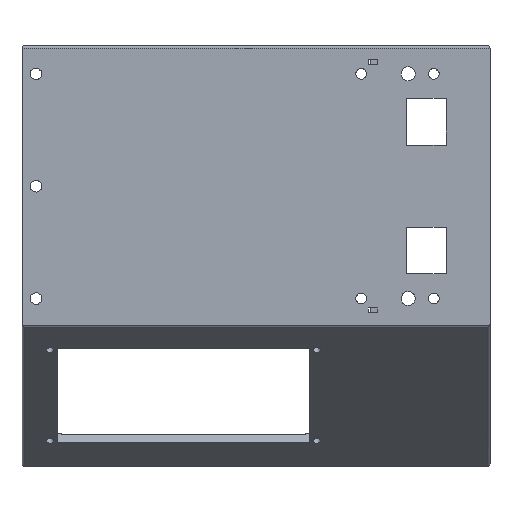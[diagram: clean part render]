
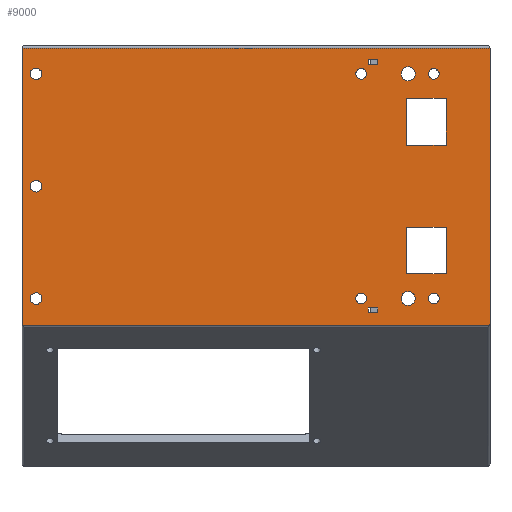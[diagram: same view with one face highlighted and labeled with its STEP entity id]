
A CAD part, top view. The second image highlights one B-rep face of the part: STEP entity #9000.
In plain terms, the highlighted planar face has unit normal (0, 0, 1).
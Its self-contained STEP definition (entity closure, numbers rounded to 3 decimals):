
#23=ELLIPSE('',#9376,1.221,1.);
#24=ELLIPSE('',#9377,1.221,1.);
#520=FACE_BOUND('',#1664,.T.);
#521=FACE_BOUND('',#1665,.T.);
#522=FACE_BOUND('',#1666,.T.);
#523=FACE_BOUND('',#1667,.T.);
#524=FACE_BOUND('',#1668,.T.);
#525=FACE_BOUND('',#1669,.T.);
#526=FACE_BOUND('',#1670,.T.);
#527=FACE_BOUND('',#1671,.T.);
#528=FACE_BOUND('',#1672,.T.);
#529=FACE_BOUND('',#1673,.T.);
#530=FACE_BOUND('',#1674,.T.);
#531=FACE_BOUND('',#1675,.T.);
#532=FACE_BOUND('',#1676,.T.);
#685=PLANE('',#9375);
#1160=FACE_OUTER_BOUND('',#1663,.T.);
#1663=EDGE_LOOP('',(#7461,#7462,#7463,#7464,#7465,#7466));
#1664=EDGE_LOOP('',(#7467));
#1665=EDGE_LOOP('',(#7468));
#1666=EDGE_LOOP('',(#7469));
#1667=EDGE_LOOP('',(#7470));
#1668=EDGE_LOOP('',(#7471));
#1669=EDGE_LOOP('',(#7472));
#1670=EDGE_LOOP('',(#7473));
#1671=EDGE_LOOP('',(#7474));
#1672=EDGE_LOOP('',(#7475));
#1673=EDGE_LOOP('',(#7476,#7477,#7478,#7479));
#1674=EDGE_LOOP('',(#7480,#7481,#7482,#7483));
#1675=EDGE_LOOP('',(#7484,#7485,#7486,#7487));
#1676=EDGE_LOOP('',(#7488,#7489,#7490,#7491));
#2347=LINE('',#15591,#3157);
#2349=LINE('',#15599,#3159);
#2356=LINE('',#15613,#3166);
#2357=LINE('',#15617,#3167);
#2358=LINE('',#15639,#3168);
#2359=LINE('',#15641,#3169);
#2360=LINE('',#15643,#3170);
#2361=LINE('',#15644,#3171);
#2362=LINE('',#15647,#3172);
#2363=LINE('',#15649,#3173);
#2364=LINE('',#15651,#3174);
#2365=LINE('',#15652,#3175);
#2366=LINE('',#15655,#3176);
#2367=LINE('',#15657,#3177);
#2368=LINE('',#15659,#3178);
#2369=LINE('',#15660,#3179);
#2370=LINE('',#15663,#3180);
#2371=LINE('',#15665,#3181);
#2372=LINE('',#15667,#3182);
#2373=LINE('',#15668,#3183);
#3157=VECTOR('',#10460,10.);
#3159=VECTOR('',#10470,10.);
#3166=VECTOR('',#10479,10.);
#3167=VECTOR('',#10482,10.);
#3168=VECTOR('',#10503,10.);
#3169=VECTOR('',#10504,10.);
#3170=VECTOR('',#10505,10.);
#3171=VECTOR('',#10506,10.);
#3172=VECTOR('',#10507,10.);
#3173=VECTOR('',#10508,10.);
#3174=VECTOR('',#10509,10.);
#3175=VECTOR('',#10510,10.);
#3176=VECTOR('',#10511,10.);
#3177=VECTOR('',#10512,10.);
#3178=VECTOR('',#10513,10.);
#3179=VECTOR('',#10514,10.);
#3180=VECTOR('',#10515,10.);
#3181=VECTOR('',#10516,10.);
#3182=VECTOR('',#10517,10.);
#3183=VECTOR('',#10518,10.);
#3593=CIRCLE('',#9378,3.);
#3594=CIRCLE('',#9379,2.5);
#3595=CIRCLE('',#9380,2.5);
#3596=CIRCLE('',#9381,2.3);
#3597=CIRCLE('',#9382,2.3);
#3598=CIRCLE('',#9383,2.3);
#3599=CIRCLE('',#9384,2.3);
#3600=CIRCLE('',#9385,2.5);
#3601=CIRCLE('',#9386,3.);
#4273=VERTEX_POINT('',#15586);
#4274=VERTEX_POINT('',#15590);
#4276=VERTEX_POINT('',#15598);
#4282=VERTEX_POINT('',#15612);
#4283=VERTEX_POINT('',#15614);
#4284=VERTEX_POINT('',#15616);
#4285=VERTEX_POINT('',#15619);
#4286=VERTEX_POINT('',#15621);
#4287=VERTEX_POINT('',#15623);
#4288=VERTEX_POINT('',#15625);
#4289=VERTEX_POINT('',#15627);
#4290=VERTEX_POINT('',#15629);
#4291=VERTEX_POINT('',#15631);
#4292=VERTEX_POINT('',#15633);
#4293=VERTEX_POINT('',#15635);
#4294=VERTEX_POINT('',#15637);
#4295=VERTEX_POINT('',#15638);
#4296=VERTEX_POINT('',#15640);
#4297=VERTEX_POINT('',#15642);
#4298=VERTEX_POINT('',#15645);
#4299=VERTEX_POINT('',#15646);
#4300=VERTEX_POINT('',#15648);
#4301=VERTEX_POINT('',#15650);
#4302=VERTEX_POINT('',#15653);
#4303=VERTEX_POINT('',#15654);
#4304=VERTEX_POINT('',#15656);
#4305=VERTEX_POINT('',#15658);
#4306=VERTEX_POINT('',#15661);
#4307=VERTEX_POINT('',#15662);
#4308=VERTEX_POINT('',#15664);
#4309=VERTEX_POINT('',#15666);
#5405=EDGE_CURVE('',#4273,#4274,#2347,.T.);
#5409=EDGE_CURVE('',#4274,#4276,#2349,.T.);
#5416=EDGE_CURVE('',#4273,#4282,#2356,.T.);
#5417=EDGE_CURVE('',#4283,#4282,#23,.T.);
#5418=EDGE_CURVE('',#4284,#4283,#2357,.T.);
#5419=EDGE_CURVE('',#4276,#4284,#24,.T.);
#5420=EDGE_CURVE('',#4285,#4285,#3593,.T.);
#5421=EDGE_CURVE('',#4286,#4286,#3594,.T.);
#5422=EDGE_CURVE('',#4287,#4287,#3595,.T.);
#5423=EDGE_CURVE('',#4288,#4288,#3596,.T.);
#5424=EDGE_CURVE('',#4289,#4289,#3597,.T.);
#5425=EDGE_CURVE('',#4290,#4290,#3598,.T.);
#5426=EDGE_CURVE('',#4291,#4291,#3599,.T.);
#5427=EDGE_CURVE('',#4292,#4292,#3600,.T.);
#5428=EDGE_CURVE('',#4293,#4293,#3601,.T.);
#5429=EDGE_CURVE('',#4294,#4295,#2358,.T.);
#5430=EDGE_CURVE('',#4295,#4296,#2359,.T.);
#5431=EDGE_CURVE('',#4296,#4297,#2360,.T.);
#5432=EDGE_CURVE('',#4297,#4294,#2361,.T.);
#5433=EDGE_CURVE('',#4298,#4299,#2362,.T.);
#5434=EDGE_CURVE('',#4299,#4300,#2363,.T.);
#5435=EDGE_CURVE('',#4300,#4301,#2364,.T.);
#5436=EDGE_CURVE('',#4301,#4298,#2365,.T.);
#5437=EDGE_CURVE('',#4302,#4303,#2366,.T.);
#5438=EDGE_CURVE('',#4303,#4304,#2367,.T.);
#5439=EDGE_CURVE('',#4304,#4305,#2368,.T.);
#5440=EDGE_CURVE('',#4305,#4302,#2369,.T.);
#5441=EDGE_CURVE('',#4306,#4307,#2370,.T.);
#5442=EDGE_CURVE('',#4307,#4308,#2371,.T.);
#5443=EDGE_CURVE('',#4308,#4309,#2372,.T.);
#5444=EDGE_CURVE('',#4309,#4306,#2373,.T.);
#7461=ORIENTED_EDGE('',*,*,#5405,.F.);
#7462=ORIENTED_EDGE('',*,*,#5416,.T.);
#7463=ORIENTED_EDGE('',*,*,#5417,.F.);
#7464=ORIENTED_EDGE('',*,*,#5418,.F.);
#7465=ORIENTED_EDGE('',*,*,#5419,.F.);
#7466=ORIENTED_EDGE('',*,*,#5409,.F.);
#7467=ORIENTED_EDGE('',*,*,#5420,.T.);
#7468=ORIENTED_EDGE('',*,*,#5421,.T.);
#7469=ORIENTED_EDGE('',*,*,#5422,.T.);
#7470=ORIENTED_EDGE('',*,*,#5423,.T.);
#7471=ORIENTED_EDGE('',*,*,#5424,.T.);
#7472=ORIENTED_EDGE('',*,*,#5425,.T.);
#7473=ORIENTED_EDGE('',*,*,#5426,.T.);
#7474=ORIENTED_EDGE('',*,*,#5427,.T.);
#7475=ORIENTED_EDGE('',*,*,#5428,.T.);
#7476=ORIENTED_EDGE('',*,*,#5429,.T.);
#7477=ORIENTED_EDGE('',*,*,#5430,.T.);
#7478=ORIENTED_EDGE('',*,*,#5431,.T.);
#7479=ORIENTED_EDGE('',*,*,#5432,.T.);
#7480=ORIENTED_EDGE('',*,*,#5433,.T.);
#7481=ORIENTED_EDGE('',*,*,#5434,.T.);
#7482=ORIENTED_EDGE('',*,*,#5435,.T.);
#7483=ORIENTED_EDGE('',*,*,#5436,.T.);
#7484=ORIENTED_EDGE('',*,*,#5437,.T.);
#7485=ORIENTED_EDGE('',*,*,#5438,.T.);
#7486=ORIENTED_EDGE('',*,*,#5439,.T.);
#7487=ORIENTED_EDGE('',*,*,#5440,.T.);
#7488=ORIENTED_EDGE('',*,*,#5441,.T.);
#7489=ORIENTED_EDGE('',*,*,#5442,.T.);
#7490=ORIENTED_EDGE('',*,*,#5443,.T.);
#7491=ORIENTED_EDGE('',*,*,#5444,.T.);
#9000=ADVANCED_FACE('',(#1160,#520,#521,#522,#523,#524,#525,#526,#527,#528,
#529,#530,#531,#532),#685,.T.);
#9375=AXIS2_PLACEMENT_3D('',#15611,#10477,#10478);
#9376=AXIS2_PLACEMENT_3D('',#15615,#10480,#10481);
#9377=AXIS2_PLACEMENT_3D('',#15618,#10483,#10484);
#9378=AXIS2_PLACEMENT_3D('',#15620,#10485,#10486);
#9379=AXIS2_PLACEMENT_3D('',#15622,#10487,#10488);
#9380=AXIS2_PLACEMENT_3D('',#15624,#10489,#10490);
#9381=AXIS2_PLACEMENT_3D('',#15626,#10491,#10492);
#9382=AXIS2_PLACEMENT_3D('',#15628,#10493,#10494);
#9383=AXIS2_PLACEMENT_3D('',#15630,#10495,#10496);
#9384=AXIS2_PLACEMENT_3D('',#15632,#10497,#10498);
#9385=AXIS2_PLACEMENT_3D('',#15634,#10499,#10500);
#9386=AXIS2_PLACEMENT_3D('',#15636,#10501,#10502);
#10460=DIRECTION('',(1.,0.,0.));
#10470=DIRECTION('',(0.,-1.,0.));
#10477=DIRECTION('center_axis',(0.,0.,1.));
#10478=DIRECTION('ref_axis',(0.,-1.,0.));
#10479=DIRECTION('',(0.,-1.,0.));
#10480=DIRECTION('center_axis',(0.,0.,-1.));
#10481=DIRECTION('ref_axis',(0.,-1.,0.));
#10482=DIRECTION('',(-1.,0.,0.));
#10483=DIRECTION('center_axis',(0.,0.,-1.));
#10484=DIRECTION('ref_axis',(0.,-1.,0.));
#10485=DIRECTION('center_axis',(0.,0.,-1.));
#10486=DIRECTION('ref_axis',(-1.,0.,0.));
#10487=DIRECTION('center_axis',(0.,0.,-1.));
#10488=DIRECTION('ref_axis',(-1.,0.,0.));
#10489=DIRECTION('center_axis',(0.,0.,-1.));
#10490=DIRECTION('ref_axis',(-1.,0.,0.));
#10491=DIRECTION('center_axis',(0.,0.,-1.));
#10492=DIRECTION('ref_axis',(-1.,0.,0.));
#10493=DIRECTION('center_axis',(0.,0.,-1.));
#10494=DIRECTION('ref_axis',(-1.,0.,0.));
#10495=DIRECTION('center_axis',(0.,0.,-1.));
#10496=DIRECTION('ref_axis',(-1.,0.,0.));
#10497=DIRECTION('center_axis',(0.,0.,-1.));
#10498=DIRECTION('ref_axis',(-1.,0.,0.));
#10499=DIRECTION('center_axis',(0.,0.,-1.));
#10500=DIRECTION('ref_axis',(-1.,0.,0.));
#10501=DIRECTION('center_axis',(0.,0.,-1.));
#10502=DIRECTION('ref_axis',(-1.,0.,0.));
#10503=DIRECTION('',(0.,1.,0.));
#10504=DIRECTION('',(1.,0.,0.));
#10505=DIRECTION('',(0.,-1.,0.));
#10506=DIRECTION('',(-1.,0.,0.));
#10507=DIRECTION('',(0.,1.,0.));
#10508=DIRECTION('',(1.,0.,0.));
#10509=DIRECTION('',(0.,-1.,0.));
#10510=DIRECTION('',(-1.,0.,0.));
#10511=DIRECTION('',(0.,-1.,0.));
#10512=DIRECTION('',(-1.,0.,0.));
#10513=DIRECTION('',(0.,1.,0.));
#10514=DIRECTION('',(1.,0.,0.));
#10515=DIRECTION('',(0.,1.,0.));
#10516=DIRECTION('',(1.,0.,0.));
#10517=DIRECTION('',(0.,-1.,0.));
#10518=DIRECTION('',(-1.,0.,0.));
#15586=CARTESIAN_POINT('',(0.,-1.,85.));
#15590=CARTESIAN_POINT('',(200.,-1.,85.));
#15591=CARTESIAN_POINT('',(0.,-1.,85.));
#15598=CARTESIAN_POINT('',(200.,-118.779,85.));
#15599=CARTESIAN_POINT('',(200.,0.,85.));
#15611=CARTESIAN_POINT('Origin',(0.,0.,85.));
#15612=CARTESIAN_POINT('',(0.,-118.779,85.));
#15613=CARTESIAN_POINT('',(0.,0.,85.));
#15614=CARTESIAN_POINT('',(0.181,-119.479,85.));
#15615=CARTESIAN_POINT('Origin',(1.,-118.779,85.));
#15616=CARTESIAN_POINT('',(199.819,-119.479,85.));
#15617=CARTESIAN_POINT('',(0.,-119.479,85.));
#15618=CARTESIAN_POINT('Origin',(199.,-118.779,85.));
#15619=CARTESIAN_POINT('',(168.,-12.,85.));
#15620=CARTESIAN_POINT('Origin',(165.,-12.,85.));
#15621=CARTESIAN_POINT('',(8.5,-108.,85.));
#15622=CARTESIAN_POINT('Origin',(6.,-108.,85.));
#15623=CARTESIAN_POINT('',(8.5,-12.,85.));
#15624=CARTESIAN_POINT('Origin',(6.,-12.,85.));
#15625=CARTESIAN_POINT('',(178.3,-108.,85.));
#15626=CARTESIAN_POINT('Origin',(176.,-108.,85.));
#15627=CARTESIAN_POINT('',(178.3,-12.,85.));
#15628=CARTESIAN_POINT('Origin',(176.,-12.,85.));
#15629=CARTESIAN_POINT('',(147.3,-12.,85.));
#15630=CARTESIAN_POINT('Origin',(145.,-12.,85.));
#15631=CARTESIAN_POINT('',(147.3,-108.,85.));
#15632=CARTESIAN_POINT('Origin',(145.,-108.,85.));
#15633=CARTESIAN_POINT('',(8.5,-60.,85.));
#15634=CARTESIAN_POINT('Origin',(6.,-60.,85.));
#15635=CARTESIAN_POINT('',(168.,-108.,85.));
#15636=CARTESIAN_POINT('Origin',(165.,-108.,85.));
#15637=CARTESIAN_POINT('',(164.3,-97.5,85.));
#15638=CARTESIAN_POINT('',(164.3,-77.5,85.));
#15639=CARTESIAN_POINT('',(164.3,-48.75,85.));
#15640=CARTESIAN_POINT('',(181.3,-77.5,85.));
#15641=CARTESIAN_POINT('',(85.65,-77.5,85.));
#15642=CARTESIAN_POINT('',(181.3,-97.5,85.));
#15643=CARTESIAN_POINT('',(181.3,-38.75,85.));
#15644=CARTESIAN_POINT('',(90.65,-97.5,85.));
#15645=CARTESIAN_POINT('',(164.3,-42.5,85.));
#15646=CARTESIAN_POINT('',(164.3,-22.5,85.));
#15647=CARTESIAN_POINT('',(164.3,-21.25,85.));
#15648=CARTESIAN_POINT('',(181.3,-22.5,85.));
#15649=CARTESIAN_POINT('',(85.65,-22.5,85.));
#15650=CARTESIAN_POINT('',(181.3,-42.5,85.));
#15651=CARTESIAN_POINT('',(181.3,-11.25,85.));
#15652=CARTESIAN_POINT('',(90.65,-42.5,85.));
#15653=CARTESIAN_POINT('',(152.,-6.,85.));
#15654=CARTESIAN_POINT('',(152.,-8.,85.));
#15655=CARTESIAN_POINT('',(152.,-3.,85.));
#15656=CARTESIAN_POINT('',(148.,-8.,85.));
#15657=CARTESIAN_POINT('',(76.,-8.,85.));
#15658=CARTESIAN_POINT('',(148.,-6.,85.));
#15659=CARTESIAN_POINT('',(148.,-4.,85.));
#15660=CARTESIAN_POINT('',(74.,-6.,85.));
#15661=CARTESIAN_POINT('',(148.,-114.,85.));
#15662=CARTESIAN_POINT('',(148.,-112.,85.));
#15663=CARTESIAN_POINT('',(148.,-57.,85.));
#15664=CARTESIAN_POINT('',(152.,-112.,85.));
#15665=CARTESIAN_POINT('',(74.,-112.,85.));
#15666=CARTESIAN_POINT('',(152.,-114.,85.));
#15667=CARTESIAN_POINT('',(152.,-56.,85.));
#15668=CARTESIAN_POINT('',(76.,-114.,85.));
